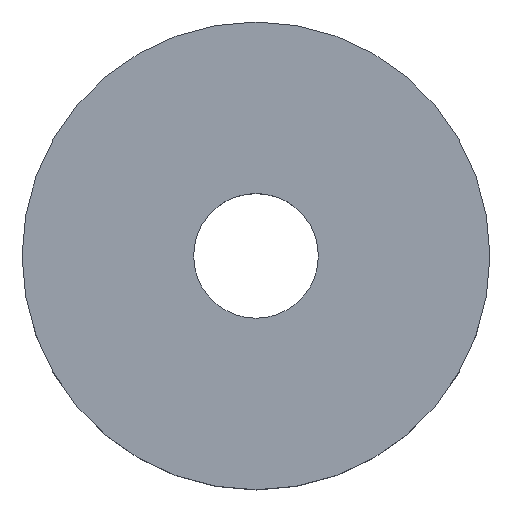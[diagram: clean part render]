
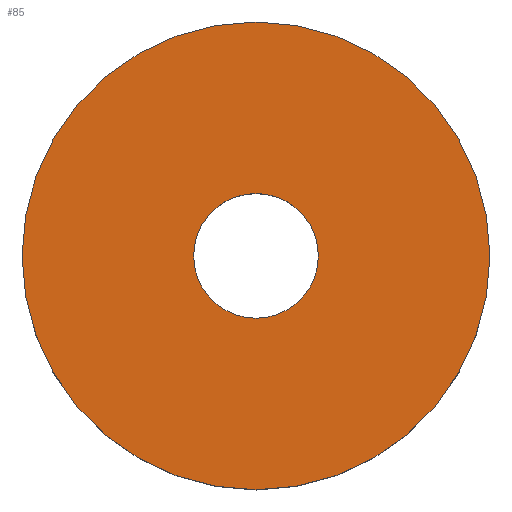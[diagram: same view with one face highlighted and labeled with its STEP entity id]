
A CAD part, top view. The second image highlights one B-rep face of the part: STEP entity #85.
In plain terms, the highlighted planar face has unit normal (0, 0, 1).
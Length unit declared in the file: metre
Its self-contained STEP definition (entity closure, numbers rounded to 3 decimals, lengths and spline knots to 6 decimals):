
#16=PLANE('',#109);
#24=ORIENTED_EDGE('',*,*,#36,.F.);
#25=ORIENTED_EDGE('',*,*,#35,.F.);
#35=EDGE_CURVE('',#42,#42,#49,.T.);
#36=EDGE_CURVE('',#43,#43,#50,.F.);
#42=VERTEX_POINT('',#157);
#43=VERTEX_POINT('',#160);
#49=CIRCLE('',#108,0.006);
#50=CIRCLE('',#110,0.0016);
#59=EDGE_LOOP('',(#24));
#60=EDGE_LOOP('',(#25));
#73=FACE_BOUND('',#59,.T.);
#74=FACE_BOUND('',#60,.T.);
#85=ADVANCED_FACE('',(#73,#74),#16,.F.);
#108=AXIS2_PLACEMENT_3D('',#156,#130,#131);
#109=AXIS2_PLACEMENT_3D('',#158,#132,#133);
#110=AXIS2_PLACEMENT_3D('',#159,#134,#135);
#130=DIRECTION('',(0.,0.,-1.));
#131=DIRECTION('',(-1.,0.,0.));
#132=DIRECTION('',(0.,0.,-1.));
#133=DIRECTION('',(1.,0.,0.));
#134=DIRECTION('',(0.,0.,-1.));
#135=DIRECTION('',(-1.,0.,0.));
#156=CARTESIAN_POINT('',(0.0112,0.0808,-0.012));
#157=CARTESIAN_POINT('',(0.0052,0.0808,-0.012));
#158=CARTESIAN_POINT('',(0.06535,0.,-0.012));
#159=CARTESIAN_POINT('',(0.0112,0.0808,-0.012));
#160=CARTESIAN_POINT('',(0.0096,0.0808,-0.012));
